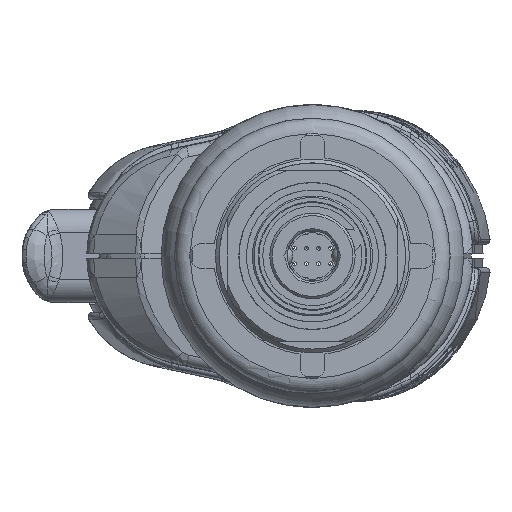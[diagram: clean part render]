
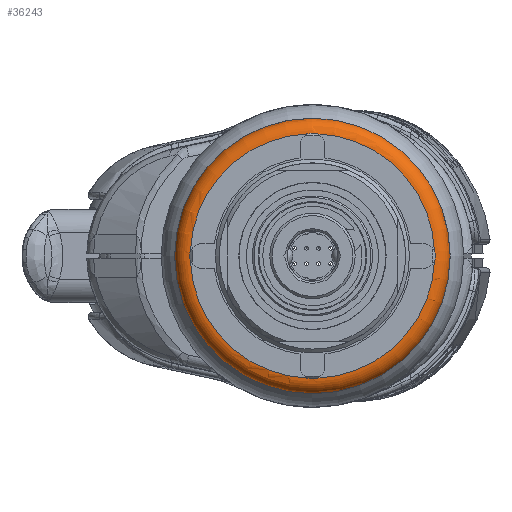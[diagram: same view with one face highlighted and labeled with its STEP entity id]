
A CAD part, left-side view. The second image highlights one B-rep face of the part: STEP entity #36243.
In plain terms, the highlighted toroidal (fillet/blend) face has major radius 15.75 mm and minor radius 2 mm.
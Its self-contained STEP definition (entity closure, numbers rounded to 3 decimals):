
#6174=TOROIDAL_SURFACE('',#38732,15.75,2.);
#6499=FACE_OUTER_BOUND('',#8792,.T.);
#8792=EDGE_LOOP('',(#24828,#24829,#24830,#24831,#24832,#24833,#24834,#24835,
#24836,#24837,#24838,#24839,#24840));
#11168=CIRCLE('',#38727,15.75);
#11169=CIRCLE('',#38729,15.75);
#11170=CIRCLE('',#38731,15.75);
#11171=CIRCLE('',#38733,17.75);
#11172=CIRCLE('',#38734,17.75);
#11173=CIRCLE('',#38735,2.);
#11174=CIRCLE('',#38736,15.75);
#12319=B_SPLINE_CURVE_WITH_KNOTS('',3,(#55345,#55346,#55347,#55348,#55349,
#55350,#55351,#55352),.UNSPECIFIED.,.F.,.F.,(4,2,2,4),(-0.328,
-0.274,-0.213,-0.208),.UNSPECIFIED.);
#12320=B_SPLINE_CURVE_WITH_KNOTS('',3,(#55369,#55370,#55371,#55372,#55373,
#55374,#55375,#55376),.UNSPECIFIED.,.F.,.F.,(4,2,2,4),(-0.328,
-0.274,-0.213,-0.208),.UNSPECIFIED.);
#12321=B_SPLINE_CURVE_WITH_KNOTS('',3,(#55393,#55394,#55395,#55396,#55397,
#55398),.UNSPECIFIED.,.F.,.F.,(4,2,4),(-0.328,-0.274,
-0.268),.UNSPECIFIED.);
#12322=B_SPLINE_CURVE_WITH_KNOTS('',3,(#55404,#55405,#55406,#55407,#55408,
#55409),.UNSPECIFIED.,.F.,.F.,(4,2,4),(-0.268,-0.213,
-0.208),.UNSPECIFIED.);
#12323=B_SPLINE_CURVE_WITH_KNOTS('',3,(#55422,#55423,#55424,#55425,#55426,
#55427,#55428,#55429),.UNSPECIFIED.,.F.,.F.,(4,2,2,4),(-0.328,
-0.274,-0.213,-0.208),.UNSPECIFIED.);
#14616=VERTEX_POINT('',#55343);
#14617=VERTEX_POINT('',#55344);
#14622=VERTEX_POINT('',#55367);
#14623=VERTEX_POINT('',#55368);
#14628=VERTEX_POINT('',#55391);
#14629=VERTEX_POINT('',#55392);
#14630=VERTEX_POINT('',#55402);
#14635=VERTEX_POINT('',#55420);
#14636=VERTEX_POINT('',#55421);
#14637=VERTEX_POINT('',#55450);
#14638=VERTEX_POINT('',#55451);
#18460=EDGE_CURVE('',#14616,#14617,#12319,.T.);
#18469=EDGE_CURVE('',#14622,#14623,#12320,.T.);
#18478=EDGE_CURVE('',#14628,#14629,#12321,.T.);
#18483=EDGE_CURVE('',#14629,#14630,#12322,.T.);
#18488=EDGE_CURVE('',#14635,#14636,#12323,.T.);
#18499=EDGE_CURVE('',#14636,#14628,#11168,.T.);
#18500=EDGE_CURVE('',#14630,#14622,#11169,.T.);
#18501=EDGE_CURVE('',#14623,#14616,#11170,.T.);
#18502=EDGE_CURVE('',#14637,#14638,#11171,.T.);
#18503=EDGE_CURVE('',#14638,#14637,#11172,.T.);
#18504=EDGE_CURVE('',#14637,#14629,#11173,.T.);
#18505=EDGE_CURVE('',#14617,#14635,#11174,.T.);
#24828=ORIENTED_EDGE('',*,*,#18502,.T.);
#24829=ORIENTED_EDGE('',*,*,#18503,.T.);
#24830=ORIENTED_EDGE('',*,*,#18504,.T.);
#24831=ORIENTED_EDGE('',*,*,#18483,.T.);
#24832=ORIENTED_EDGE('',*,*,#18500,.T.);
#24833=ORIENTED_EDGE('',*,*,#18469,.T.);
#24834=ORIENTED_EDGE('',*,*,#18501,.T.);
#24835=ORIENTED_EDGE('',*,*,#18460,.T.);
#24836=ORIENTED_EDGE('',*,*,#18505,.T.);
#24837=ORIENTED_EDGE('',*,*,#18488,.T.);
#24838=ORIENTED_EDGE('',*,*,#18499,.T.);
#24839=ORIENTED_EDGE('',*,*,#18478,.T.);
#24840=ORIENTED_EDGE('',*,*,#18504,.F.);
#36243=ADVANCED_FACE('',(#6499),#6174,.T.);
#38727=AXIS2_PLACEMENT_3D('',#55444,#42742,#42743);
#38729=AXIS2_PLACEMENT_3D('',#55446,#42746,#42747);
#38731=AXIS2_PLACEMENT_3D('',#55448,#42750,#42751);
#38732=AXIS2_PLACEMENT_3D('',#55449,#42752,#42753);
#38733=AXIS2_PLACEMENT_3D('',#55452,#42754,#42755);
#38734=AXIS2_PLACEMENT_3D('',#55453,#42756,#42757);
#38735=AXIS2_PLACEMENT_3D('',#55454,#42758,#42759);
#38736=AXIS2_PLACEMENT_3D('',#55455,#42760,#42761);
#42742=DIRECTION('center_axis',(1.,0.,0.));
#42743=DIRECTION('ref_axis',(0.,-1.,0.));
#42746=DIRECTION('center_axis',(1.,0.,0.));
#42747=DIRECTION('ref_axis',(0.,-1.,0.));
#42750=DIRECTION('center_axis',(1.,0.,0.));
#42751=DIRECTION('ref_axis',(0.,-1.,0.));
#42752=DIRECTION('center_axis',(1.,0.,0.));
#42753=DIRECTION('ref_axis',(0.,0.,-1.));
#42754=DIRECTION('center_axis',(-1.,0.,0.));
#42755=DIRECTION('ref_axis',(0.,-1.,0.));
#42756=DIRECTION('center_axis',(-1.,0.,0.));
#42757=DIRECTION('ref_axis',(0.,-1.,0.));
#42758=DIRECTION('center_axis',(0.,-1.,0.));
#42759=DIRECTION('ref_axis',(0.,0.,1.));
#42760=DIRECTION('center_axis',(1.,0.,0.));
#42761=DIRECTION('ref_axis',(0.,-1.,0.));
#55343=CARTESIAN_POINT('',(-18.5,-0.585,-15.739));
#55344=CARTESIAN_POINT('',(-18.5,0.585,-15.739));
#55345=CARTESIAN_POINT('Ctrl Pts',(-18.5,-0.585,-15.739));
#55346=CARTESIAN_POINT('Ctrl Pts',(-18.5,-0.418,-15.805));
#55347=CARTESIAN_POINT('Ctrl Pts',(-18.498,-0.241,
-15.842));
#55348=CARTESIAN_POINT('Ctrl Pts',(-18.497,0.144,-15.857));
#55349=CARTESIAN_POINT('Ctrl Pts',(-18.499,0.348,
-15.825));
#55350=CARTESIAN_POINT('Ctrl Pts',(-18.5,0.555,
-15.751));
#55351=CARTESIAN_POINT('Ctrl Pts',(-18.5,0.57,-15.745));
#55352=CARTESIAN_POINT('Ctrl Pts',(-18.5,0.585,-15.739));
#55367=CARTESIAN_POINT('',(-18.5,-15.739,0.585));
#55368=CARTESIAN_POINT('',(-18.5,-15.739,-0.585));
#55369=CARTESIAN_POINT('Ctrl Pts',(-18.5,-15.739,0.585));
#55370=CARTESIAN_POINT('Ctrl Pts',(-18.5,-15.805,0.418));
#55371=CARTESIAN_POINT('Ctrl Pts',(-18.498,-15.842,
0.241));
#55372=CARTESIAN_POINT('Ctrl Pts',(-18.497,-15.857,-0.144));
#55373=CARTESIAN_POINT('Ctrl Pts',(-18.499,-15.825,
-0.348));
#55374=CARTESIAN_POINT('Ctrl Pts',(-18.5,-15.751,
-0.555));
#55375=CARTESIAN_POINT('Ctrl Pts',(-18.5,-15.745,-0.57));
#55376=CARTESIAN_POINT('Ctrl Pts',(-18.5,-15.739,-0.585));
#55391=CARTESIAN_POINT('',(-18.5,0.585,15.739));
#55392=CARTESIAN_POINT('',(-18.497,0.,15.85));
#55393=CARTESIAN_POINT('Ctrl Pts',(-18.5,0.585,15.739));
#55394=CARTESIAN_POINT('Ctrl Pts',(-18.5,0.418,15.805));
#55395=CARTESIAN_POINT('Ctrl Pts',(-18.498,0.241,15.842));
#55396=CARTESIAN_POINT('Ctrl Pts',(-18.498,0.04,
15.85));
#55397=CARTESIAN_POINT('Ctrl Pts',(-18.497,0.02,
15.85));
#55398=CARTESIAN_POINT('Ctrl Pts',(-18.497,0.,
15.85));
#55402=CARTESIAN_POINT('',(-18.5,-0.585,15.739));
#55404=CARTESIAN_POINT('Ctrl Pts',(-18.497,0.,
15.85));
#55405=CARTESIAN_POINT('Ctrl Pts',(-18.497,-0.184,
15.85));
#55406=CARTESIAN_POINT('Ctrl Pts',(-18.5,-0.367,
15.818));
#55407=CARTESIAN_POINT('Ctrl Pts',(-18.5,-0.555,
15.751));
#55408=CARTESIAN_POINT('Ctrl Pts',(-18.5,-0.57,15.745));
#55409=CARTESIAN_POINT('Ctrl Pts',(-18.5,-0.585,15.739));
#55420=CARTESIAN_POINT('',(-18.5,15.739,-0.585));
#55421=CARTESIAN_POINT('',(-18.5,15.739,0.585));
#55422=CARTESIAN_POINT('Ctrl Pts',(-18.5,15.739,-0.585));
#55423=CARTESIAN_POINT('Ctrl Pts',(-18.5,15.805,-0.418));
#55424=CARTESIAN_POINT('Ctrl Pts',(-18.498,15.842,-0.241));
#55425=CARTESIAN_POINT('Ctrl Pts',(-18.497,15.857,0.144));
#55426=CARTESIAN_POINT('Ctrl Pts',(-18.499,15.825,0.348));
#55427=CARTESIAN_POINT('Ctrl Pts',(-18.5,15.751,0.555));
#55428=CARTESIAN_POINT('Ctrl Pts',(-18.5,15.745,0.57));
#55429=CARTESIAN_POINT('Ctrl Pts',(-18.5,15.739,0.585));
#55444=CARTESIAN_POINT('Origin',(-18.5,0.,0.));
#55446=CARTESIAN_POINT('Origin',(-18.5,0.,0.));
#55448=CARTESIAN_POINT('Origin',(-18.5,0.,0.));
#55449=CARTESIAN_POINT('Origin',(-16.5,0.,0.));
#55450=CARTESIAN_POINT('',(-16.5,0.,17.75));
#55451=CARTESIAN_POINT('',(-16.5,-17.75,0.));
#55452=CARTESIAN_POINT('Origin',(-16.5,0.,0.));
#55453=CARTESIAN_POINT('Origin',(-16.5,0.,0.));
#55454=CARTESIAN_POINT('Origin',(-16.5,0.,15.75));
#55455=CARTESIAN_POINT('Origin',(-18.5,0.,0.));
